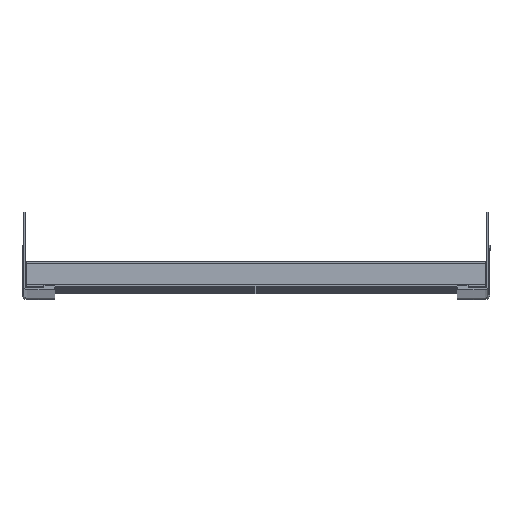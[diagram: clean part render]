
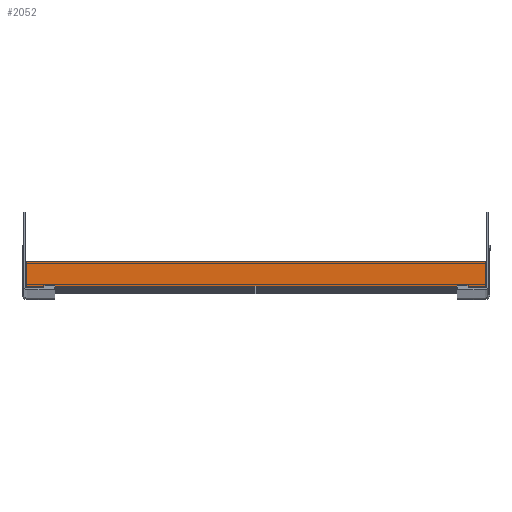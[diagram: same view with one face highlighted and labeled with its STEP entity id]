
A CAD part, top view. The second image highlights one B-rep face of the part: STEP entity #2052.
In plain terms, the highlighted planar face has unit normal (0, 0, 1).
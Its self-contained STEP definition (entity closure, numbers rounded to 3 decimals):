
#1486 = ORIENTED_EDGE ( 'NONE', *, *, #8329, .F. ) ;
#1487 = ORIENTED_EDGE ( 'NONE', *, *, #8275, .T. ) ;
#1488 = ORIENTED_EDGE ( 'NONE', *, *, #8271, .T. ) ;
#2052 = ADVANCED_FACE ( 'NONE', ( #4103 ), #9330, .T. ) ;
#2332 = CARTESIAN_POINT ( 'NONE',  ( 1., -19.309, 1377.21 ) ) ;
#2334 = DIRECTION ( 'NONE',  ( -1., 0., 0. ) ) ;
#2360 = CARTESIAN_POINT ( 'NONE',  ( 1., -3.309, 1377.21 ) ) ;
#2362 = DIRECTION ( 'NONE',  ( -1., 0., 0. ) ) ;
#2364 = CARTESIAN_POINT ( 'NONE',  ( -296., -19.309, 1377.21 ) ) ;
#2365 = DIRECTION ( 'NONE',  ( 0., 1., 0. ) ) ;
#2366 = CARTESIAN_POINT ( 'NONE',  ( 1., -19.309, 1377.21 ) ) ;
#2367 = DIRECTION ( 'NONE',  ( 1., 0., 0. ) ) ;
#2368 = CARTESIAN_POINT ( 'NONE',  ( 1., -19.309, 1377.21 ) ) ;
#2369 = DIRECTION ( 'NONE',  ( 0., 1., 0. ) ) ;
#2461 = CARTESIAN_POINT ( 'NONE',  ( 1., -19.309, 1377.21 ) ) ;
#2475 = DIRECTION ( 'NONE',  ( -1., 0., 0. ) ) ;
#2476 = CARTESIAN_POINT ( 'NONE',  ( 1., -19.309, 1377.21 ) ) ;
#2478 = DIRECTION ( 'NONE',  ( -1., 0., 0. ) ) ;
#2572 = LINE ( 'NONE', #2461, #2583 ) ;
#2582 = LINE ( 'NONE', #2476, #2585 ) ;
#2583 = VECTOR ( 'NONE', #2475, 1000. ) ;
#2585 = VECTOR ( 'NONE', #2478, 1000. ) ;
#2736 = LINE ( 'NONE', #6100, #2739 ) ;
#2739 = VECTOR ( 'NONE', #6102, 1000. ) ;
#4103 = FACE_OUTER_BOUND ( 'NONE', #6991, .T. ) ;
#4965 = AXIS2_PLACEMENT_3D ( 'NONE', #9323, #9332, #9333 ) ;
#5639 = CARTESIAN_POINT ( 'NONE',  ( -284.5, -19.309, 1377.21 ) ) ;
#5643 = CARTESIAN_POINT ( 'NONE',  ( -296., -19.309, 1377.21 ) ) ;
#5647 = CARTESIAN_POINT ( 'NONE',  ( -296., -3.309, 1377.21 ) ) ;
#5650 = CARTESIAN_POINT ( 'NONE',  ( 1., -3.309, 1377.21 ) ) ;
#5757 = CARTESIAN_POINT ( 'NONE',  ( -10.5, -19.309, 1377.21 ) ) ;
#5760 = CARTESIAN_POINT ( 'NONE',  ( -17.3, -19.309, 1377.21 ) ) ;
#5864 = CARTESIAN_POINT ( 'NONE',  ( -277.7, -19.309, 1377.21 ) ) ;
#5865 = CARTESIAN_POINT ( 'NONE',  ( 1., -19.309, 1377.21 ) ) ;
#6100 = CARTESIAN_POINT ( 'NONE',  ( 1., -19.309, 1377.21 ) ) ;
#6102 = DIRECTION ( 'NONE',  ( -1., 0., 0. ) ) ;
#6724 = LINE ( 'NONE', #2332, #6727 ) ;
#6727 = VECTOR ( 'NONE', #2334, 1000. ) ;
#6752 = LINE ( 'NONE', #2360, #6755 ) ;
#6755 = VECTOR ( 'NONE', #2362, 1000. ) ;
#6756 = LINE ( 'NONE', #2364, #6759 ) ;
#6758 = LINE ( 'NONE', #2366, #6761 ) ;
#6759 = VECTOR ( 'NONE', #2365, 1000. ) ;
#6760 = LINE ( 'NONE', #2368, #6763 ) ;
#6761 = VECTOR ( 'NONE', #2367, 1000. ) ;
#6763 = VECTOR ( 'NONE', #2369, 1000. ) ;
#6846 = ORIENTED_EDGE ( 'NONE', *, *, #8273, .F. ) ;
#6847 = ORIENTED_EDGE ( 'NONE', *, *, #8257, .F. ) ;
#6848 = ORIENTED_EDGE ( 'NONE', *, *, #8274, .T. ) ;
#6849 = ORIENTED_EDGE ( 'NONE', *, *, #8328, .F. ) ;
#6850 = ORIENTED_EDGE ( 'NONE', *, *, #9770, .F. ) ;
#6991 = EDGE_LOOP ( 'NONE', ( #6846, #6847, #6848, #6849, #6850, #1486, #1487, #1488 ) ) ;
#8257 = EDGE_CURVE ( 'NONE', #8630, #8635, #6724, .T. ) ;
#8271 = EDGE_CURVE ( 'NONE', #8642, #8639, #6752, .T. ) ;
#8273 = EDGE_CURVE ( 'NONE', #8635, #8639, #6756, .T. ) ;
#8274 = EDGE_CURVE ( 'NONE', #8630, #9588, #6758, .T. ) ;
#8275 = EDGE_CURVE ( 'NONE', #9589, #8642, #6760, .T. ) ;
#8328 = EDGE_CURVE ( 'NONE', #9484, #9588, #2572, .T. ) ;
#8329 = EDGE_CURVE ( 'NONE', #9589, #9481, #2582, .T. ) ;
#8630 = VERTEX_POINT ( 'NONE', #5639 ) ;
#8635 = VERTEX_POINT ( 'NONE', #5643 ) ;
#8639 = VERTEX_POINT ( 'NONE', #5647 ) ;
#8642 = VERTEX_POINT ( 'NONE', #5650 ) ;
#9323 = CARTESIAN_POINT ( 'NONE',  ( 1., -19.309, 1377.21 ) ) ;
#9330 = PLANE ( 'NONE',  #4965 ) ;
#9332 = DIRECTION ( 'NONE',  ( 0., 0., 1. ) ) ;
#9333 = DIRECTION ( 'NONE',  ( 0., -1., 0. ) ) ;
#9481 = VERTEX_POINT ( 'NONE', #5757 ) ;
#9484 = VERTEX_POINT ( 'NONE', #5760 ) ;
#9588 = VERTEX_POINT ( 'NONE', #5864 ) ;
#9589 = VERTEX_POINT ( 'NONE', #5865 ) ;
#9770 = EDGE_CURVE ( 'NONE', #9481, #9484, #2736, .T. ) ;
